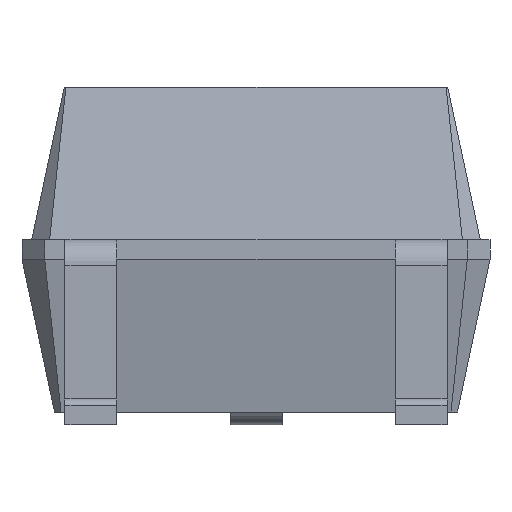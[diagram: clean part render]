
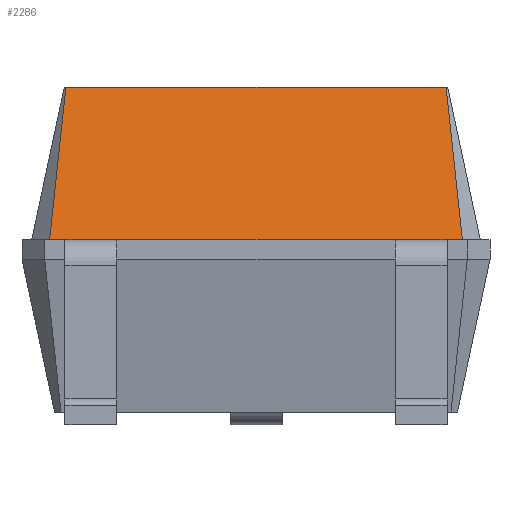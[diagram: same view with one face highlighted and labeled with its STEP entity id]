
A CAD part, left-side view. The second image highlights one B-rep face of the part: STEP entity #2286.
In plain terms, the highlighted free-form (B-spline) face has degree [1, 1] with [2, 2] control points.
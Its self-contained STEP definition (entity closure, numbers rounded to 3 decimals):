
#1639 = VERTEX_POINT('',#1640);
#1640 = CARTESIAN_POINT('',(-1.875,-1.463,2.6));
#1646 = EDGE_CURVE('',#1639,#1647,#1649,.T.);
#1647 = VERTEX_POINT('',#1648);
#1648 = CARTESIAN_POINT('',(-1.875,1.463,2.6));
#1649 = LINE('',#1650,#1651);
#1650 = CARTESIAN_POINT('',(-1.875,-1.463,2.6));
#1651 = VECTOR('',#1652,1.);
#1652 = DIRECTION('',(0.,1.,0.));
#2268 = VERTEX_POINT('',#2269);
#2269 = CARTESIAN_POINT('',(-2.125,1.588,1.425));
#2277 = EDGE_CURVE('',#2268,#1647,#2278,.T.);
#2278 = B_SPLINE_CURVE_WITH_KNOTS('',1,(#2279,#2280),.UNSPECIFIED.,.F.,
.F.,(2,2),(0.,1.),.PIECEWISE_BEZIER_KNOTS.);
#2279 = CARTESIAN_POINT('',(-2.125,1.588,1.425));
#2280 = CARTESIAN_POINT('',(-1.875,1.463,2.6));
#2286 = ADVANCED_FACE('',(#2287),#2336,.F.);
#2287 = FACE_BOUND('',#2288,.F.);
#2288 = EDGE_LOOP('',(#2289,#2299,#2307,#2315,#2323,#2329,#2330,#2331));
#2289 = ORIENTED_EDGE('',*,*,#2290,.T.);
#2290 = EDGE_CURVE('',#2291,#2293,#2295,.T.);
#2291 = VERTEX_POINT('',#2292);
#2292 = CARTESIAN_POINT('',(-2.125,-1.588,1.425));
#2293 = VERTEX_POINT('',#2294);
#2294 = CARTESIAN_POINT('',(-2.125,-1.47,1.425));
#2295 = LINE('',#2296,#2297);
#2296 = CARTESIAN_POINT('',(-2.125,-1.588,1.425));
#2297 = VECTOR('',#2298,1.);
#2298 = DIRECTION('',(0.,1.,0.));
#2299 = ORIENTED_EDGE('',*,*,#2300,.T.);
#2300 = EDGE_CURVE('',#2293,#2301,#2303,.T.);
#2301 = VERTEX_POINT('',#2302);
#2302 = CARTESIAN_POINT('',(-2.125,-1.07,1.425));
#2303 = LINE('',#2304,#2305);
#2304 = CARTESIAN_POINT('',(-2.125,-1.588,1.425));
#2305 = VECTOR('',#2306,1.);
#2306 = DIRECTION('',(0.,1.,0.));
#2307 = ORIENTED_EDGE('',*,*,#2308,.T.);
#2308 = EDGE_CURVE('',#2301,#2309,#2311,.T.);
#2309 = VERTEX_POINT('',#2310);
#2310 = CARTESIAN_POINT('',(-2.125,1.07,1.425));
#2311 = LINE('',#2312,#2313);
#2312 = CARTESIAN_POINT('',(-2.125,-1.588,1.425));
#2313 = VECTOR('',#2314,1.);
#2314 = DIRECTION('',(0.,1.,0.));
#2315 = ORIENTED_EDGE('',*,*,#2316,.T.);
#2316 = EDGE_CURVE('',#2309,#2317,#2319,.T.);
#2317 = VERTEX_POINT('',#2318);
#2318 = CARTESIAN_POINT('',(-2.125,1.47,1.425));
#2319 = LINE('',#2320,#2321);
#2320 = CARTESIAN_POINT('',(-2.125,-1.588,1.425));
#2321 = VECTOR('',#2322,1.);
#2322 = DIRECTION('',(0.,1.,0.));
#2323 = ORIENTED_EDGE('',*,*,#2324,.T.);
#2324 = EDGE_CURVE('',#2317,#2268,#2325,.T.);
#2325 = LINE('',#2326,#2327);
#2326 = CARTESIAN_POINT('',(-2.125,-1.588,1.425));
#2327 = VECTOR('',#2328,1.);
#2328 = DIRECTION('',(0.,1.,0.));
#2329 = ORIENTED_EDGE('',*,*,#2277,.T.);
#2330 = ORIENTED_EDGE('',*,*,#1646,.F.);
#2331 = ORIENTED_EDGE('',*,*,#2332,.F.);
#2332 = EDGE_CURVE('',#2291,#1639,#2333,.T.);
#2333 = B_SPLINE_CURVE_WITH_KNOTS('',1,(#2334,#2335),.UNSPECIFIED.,.F.,
.F.,(2,2),(0.,1.),.PIECEWISE_BEZIER_KNOTS.);
#2334 = CARTESIAN_POINT('',(-2.125,-1.588,1.425));
#2335 = CARTESIAN_POINT('',(-1.875,-1.463,2.6));
#2336 = B_SPLINE_SURFACE_WITH_KNOTS('',1,1,(
(#2337,#2338)
,(#2339,#2340
)),.UNSPECIFIED.,.F.,.F.,.F.,(2,2),(2,2),(0.,3.175),(0.,1.
),.PIECEWISE_BEZIER_KNOTS.);
#2337 = CARTESIAN_POINT('',(-2.125,-1.588,1.425));
#2338 = CARTESIAN_POINT('',(-1.875,-1.463,2.6));
#2339 = CARTESIAN_POINT('',(-2.125,1.588,1.425));
#2340 = CARTESIAN_POINT('',(-1.875,1.463,2.6));
